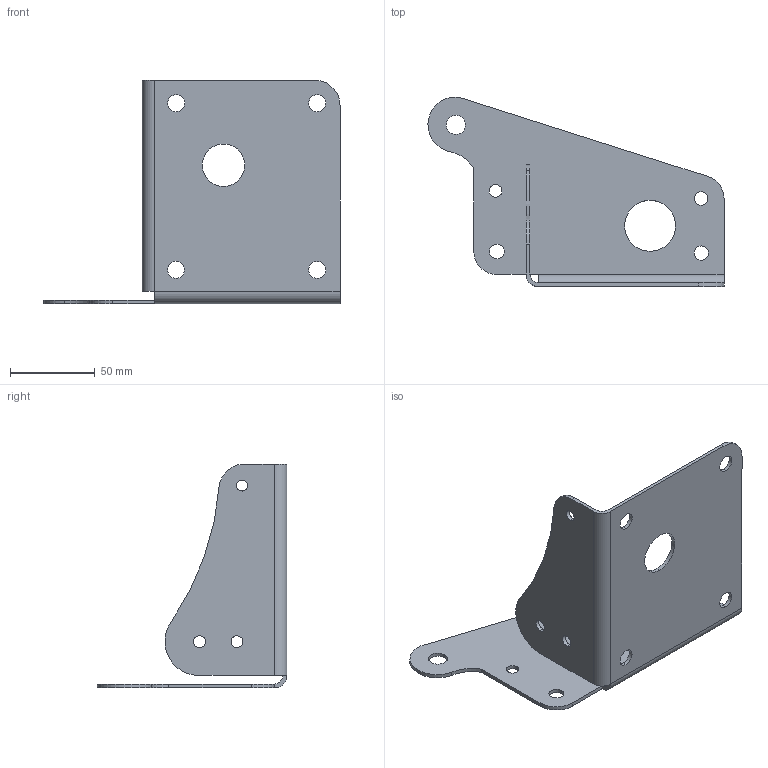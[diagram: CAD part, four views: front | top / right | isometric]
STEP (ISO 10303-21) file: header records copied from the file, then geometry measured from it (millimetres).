
FILE_DESCRIPTION (( 'STEP AP214' ), '1' );
FILE_NAME ('1372658_ALTERNATIVE_B.STEP', '2016-02-04T14:07:27', ( '' ), ( '' ), 'SwSTEP 2.0', 'SolidWorks 2014', '' );
FILE_SCHEMA (( 'AUTOMOTIVE_DESIGN' ));
Length unit declared in the file: millimetre
Products named in the file (1): 1372658_ALTERNATIVE_B
Bounding box: 174.29 x 111.72 x 131.82 mm (x, y, z)
Volume: 72625.8 mm3; surface area: 66802.5 mm2
Topology: 1 solids, 1 shells, 53 faces, 147 edges, 96 vertices
Faces by surface type: cylinder 39, plane 13, bspline 1
Entity records: 1827 total; most frequent: DIRECTION 329, CARTESIAN_POINT 310, ORIENTED_EDGE 294, EDGE_CURVE 147, AXIS2_PLACEMENT_3D 131, VERTEX_POINT 96, EDGE_LOOP 81, CIRCLE 78
